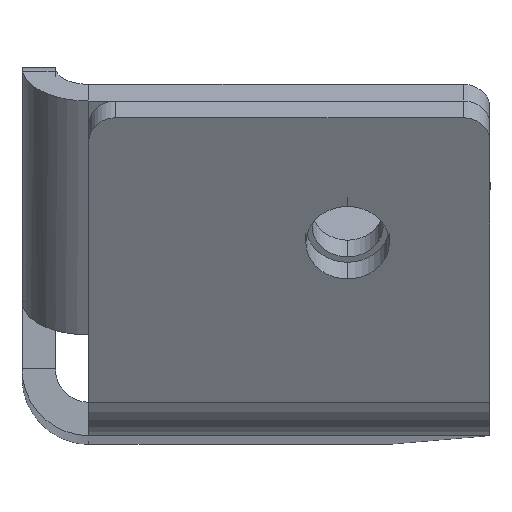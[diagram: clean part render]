
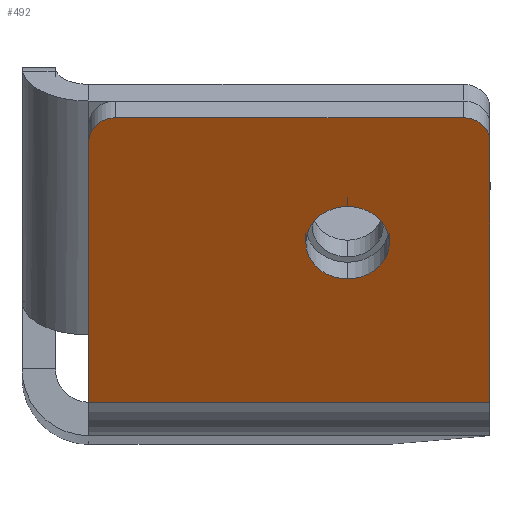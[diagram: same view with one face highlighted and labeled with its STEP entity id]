
A CAD part, top view. The second image highlights one B-rep face of the part: STEP entity #492.
In plain terms, the highlighted planar face has unit normal (0, -0.5, 0.866).
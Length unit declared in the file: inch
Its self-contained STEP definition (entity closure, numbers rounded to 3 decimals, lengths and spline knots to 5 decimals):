
#1 = DIRECTION ( 'NONE',  ( 0., -0.866, -0.5 ) ) ;
#52 = EDGE_CURVE ( 'NONE', #1726, #123, #1058, .T. ) ;
#62 = ORIENTED_EDGE ( 'NONE', *, *, #1582, .F. ) ;
#123 = VERTEX_POINT ( 'NONE', #274 ) ;
#174 = LINE ( 'NONE', #1649, #494 ) ;
#208 = VECTOR ( 'NONE', #496, 39.37008 ) ;
#212 = VERTEX_POINT ( 'NONE', #1693 ) ;
#251 = LINE ( 'NONE', #832, #765 ) ;
#274 = CARTESIAN_POINT ( 'NONE',  ( -1.125, 0.97564, 0.77979 ) ) ;
#280 = CARTESIAN_POINT ( 'NONE',  ( -0.1575, 0.59539, 0.56026 ) ) ;
#285 = PLANE ( 'NONE',  #1561 ) ;
#295 = DIRECTION ( 'NONE',  ( -1., 0., 0. ) ) ;
#304 = DIRECTION ( 'NONE',  ( 0., -0.866, -0.5 ) ) ;
#404 = CIRCLE ( 'NONE', #1349, 0.15625 ) ;
#434 = AXIS2_PLACEMENT_3D ( 'NONE', #1511, #792, #610 ) ;
#492 = ADVANCED_FACE ( 'NONE', ( #1630, #1895 ), #285, .T. ) ;
#494 = VECTOR ( 'NONE', #295, 39.37008 ) ;
#496 = DIRECTION ( 'NONE',  ( 1., 0., 0. ) ) ;
#537 = VERTEX_POINT ( 'NONE', #844 ) ;
#562 = CIRCLE ( 'NONE', #924, 0.15625 ) ;
#578 = DIRECTION ( 'NONE',  ( 0., -0.866, -0.5 ) ) ;
#580 = VERTEX_POINT ( 'NONE', #1800 ) ;
#610 = DIRECTION ( 'NONE',  ( 0., -0.866, -0.5 ) ) ;
#628 = EDGE_LOOP ( 'NONE', ( #815, #1756 ) ) ;
#648 = VERTEX_POINT ( 'NONE', #1832 ) ;
#696 = DIRECTION ( 'NONE',  ( 0., -0.5, 0.866 ) ) ;
#711 = DIRECTION ( 'NONE',  ( 0., 0.5, -0.866 ) ) ;
#729 = CARTESIAN_POINT ( 'NONE',  ( 0.275, 0.97564, 0.77979 ) ) ;
#754 = EDGE_CURVE ( 'NONE', #537, #212, #404, .T. ) ;
#765 = VECTOR ( 'NONE', #1453, 39.37008 ) ;
#792 = DIRECTION ( 'NONE',  ( 0., 0.5, -0.866 ) ) ;
#815 = ORIENTED_EDGE ( 'NONE', *, *, #1031, .T. ) ;
#828 = CARTESIAN_POINT ( 'NONE',  ( -0.1575, 0.59539, 0.56026 ) ) ;
#832 = CARTESIAN_POINT ( 'NONE',  ( 0.375, -0.0625, 0.18042 ) ) ;
#844 = CARTESIAN_POINT ( 'NONE',  ( -0.1575, 0.73071, 0.63838 ) ) ;
#892 = VECTOR ( 'NONE', #1634, 39.37008 ) ;
#921 = ORIENTED_EDGE ( 'NONE', *, *, #52, .F. ) ;
#924 = AXIS2_PLACEMENT_3D ( 'NONE', #828, #1325, #578 ) ;
#1031 = EDGE_CURVE ( 'NONE', #212, #537, #562, .T. ) ;
#1058 = LINE ( 'NONE', #1496, #892 ) ;
#1101 = ORIENTED_EDGE ( 'NONE', *, *, #1261, .F. ) ;
#1218 = ORIENTED_EDGE ( 'NONE', *, *, #1248, .F. ) ;
#1233 = CARTESIAN_POINT ( 'NONE',  ( 0., 1.06225, 0.82979 ) ) ;
#1248 = EDGE_CURVE ( 'NONE', #1439, #1726, #174, .T. ) ;
#1261 = EDGE_CURVE ( 'NONE', #1764, #580, #1841, .T. ) ;
#1313 = CARTESIAN_POINT ( 'NONE',  ( 0., -0.0625, 0.18042 ) ) ;
#1325 = DIRECTION ( 'NONE',  ( 0., 0.5, -0.866 ) ) ;
#1349 = AXIS2_PLACEMENT_3D ( 'NONE', #280, #1468, #1 ) ;
#1373 = LINE ( 'NONE', #1233, #208 ) ;
#1393 = EDGE_CURVE ( 'NONE', #648, #1764, #1373, .T. ) ;
#1439 = VERTEX_POINT ( 'NONE', #1750 ) ;
#1450 = ORIENTED_EDGE ( 'NONE', *, *, #1393, .F. ) ;
#1453 = DIRECTION ( 'NONE',  ( 0., -0.866, -0.5 ) ) ;
#1468 = DIRECTION ( 'NONE',  ( 0., 0.5, -0.866 ) ) ;
#1496 = CARTESIAN_POINT ( 'NONE',  ( -1.125, -0.0625, 0.18042 ) ) ;
#1511 = CARTESIAN_POINT ( 'NONE',  ( -1.025, 0.97564, 0.77979 ) ) ;
#1556 = EDGE_LOOP ( 'NONE', ( #921, #1218, #62, #1101, #1450, #1607 ) ) ;
#1561 = AXIS2_PLACEMENT_3D ( 'NONE', #1313, #696, #1753 ) ;
#1582 = EDGE_CURVE ( 'NONE', #580, #1439, #251, .T. ) ;
#1606 = CARTESIAN_POINT ( 'NONE',  ( 0.275, 1.06225, 0.82979 ) ) ;
#1607 = ORIENTED_EDGE ( 'NONE', *, *, #1907, .F. ) ;
#1628 = CIRCLE ( 'NONE', #434, 0.1 ) ;
#1630 = FACE_BOUND ( 'NONE', #628, .T. ) ;
#1634 = DIRECTION ( 'NONE',  ( 0., 0.866, 0.5 ) ) ;
#1649 = CARTESIAN_POINT ( 'NONE',  ( 0., 0., 0.21651 ) ) ;
#1693 = CARTESIAN_POINT ( 'NONE',  ( -0.1575, 0.46008, 0.48213 ) ) ;
#1726 = VERTEX_POINT ( 'NONE', #1838 ) ;
#1750 = CARTESIAN_POINT ( 'NONE',  ( 0.375, 0., 0.21651 ) ) ;
#1753 = DIRECTION ( 'NONE',  ( 0., -0.866, -0.5 ) ) ;
#1756 = ORIENTED_EDGE ( 'NONE', *, *, #754, .T. ) ;
#1764 = VERTEX_POINT ( 'NONE', #1606 ) ;
#1800 = CARTESIAN_POINT ( 'NONE',  ( 0.375, 0.97564, 0.77979 ) ) ;
#1832 = CARTESIAN_POINT ( 'NONE',  ( -1.025, 1.06225, 0.82979 ) ) ;
#1838 = CARTESIAN_POINT ( 'NONE',  ( -1.125, 0., 0.21651 ) ) ;
#1841 = CIRCLE ( 'NONE', #1866, 0.1 ) ;
#1866 = AXIS2_PLACEMENT_3D ( 'NONE', #729, #711, #304 ) ;
#1895 = FACE_OUTER_BOUND ( 'NONE', #1556, .T. ) ;
#1907 = EDGE_CURVE ( 'NONE', #123, #648, #1628, .T. ) ;
